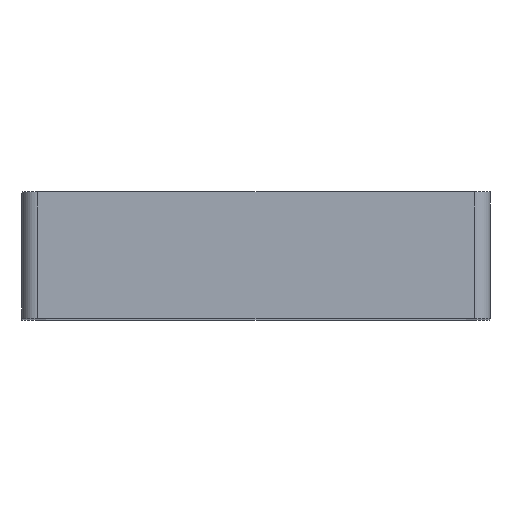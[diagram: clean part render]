
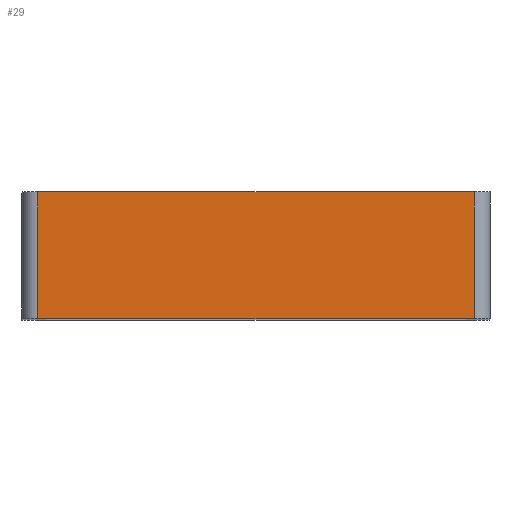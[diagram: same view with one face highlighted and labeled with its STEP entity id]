
A CAD part, top view. The second image highlights one B-rep face of the part: STEP entity #29.
In plain terms, the highlighted planar face has unit normal (0, 0, 1).
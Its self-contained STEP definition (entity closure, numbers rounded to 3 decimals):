
#6 = EDGE_CURVE ( 'NONE', #1780, #27, #1257, .T. ) ;
#27 = VERTEX_POINT ( 'NONE', #1413 ) ;
#29 = ADVANCED_FACE ( 'NONE', ( #666 ), #1266, .F. ) ;
#79 = LINE ( 'NONE', #697, #1901 ) ;
#95 = EDGE_CURVE ( 'NONE', #1780, #1948, #79, .T. ) ;
#123 = CARTESIAN_POINT ( 'NONE',  ( 27.5, 20., 67. ) ) ;
#167 = ORIENTED_EDGE ( 'NONE', *, *, #95, .T. ) ;
#169 = CARTESIAN_POINT ( 'NONE',  ( -27.5, 6., 67. ) ) ;
#308 = CARTESIAN_POINT ( 'NONE',  ( 27.5, 6., 67. ) ) ;
#336 = LINE ( 'NONE', #940, #396 ) ;
#396 = VECTOR ( 'NONE', #1548, 1000. ) ;
#507 = DIRECTION ( 'NONE',  ( 1., 0., 0. ) ) ;
#508 = ORIENTED_EDGE ( 'NONE', *, *, #1120, .F. ) ;
#516 = DIRECTION ( 'NONE',  ( 0., 0., -1. ) ) ;
#547 = VECTOR ( 'NONE', #736, 1000. ) ;
#574 = CARTESIAN_POINT ( 'NONE',  ( -27.5, 22., 67. ) ) ;
#666 = FACE_OUTER_BOUND ( 'NONE', #783, .T. ) ;
#697 = CARTESIAN_POINT ( 'NONE',  ( -27.5, 20., 67. ) ) ;
#736 = DIRECTION ( 'NONE',  ( 0., -1., 0. ) ) ;
#757 = VERTEX_POINT ( 'NONE', #308 ) ;
#783 = EDGE_LOOP ( 'NONE', ( #167, #839, #508, #1791 ) ) ;
#839 = ORIENTED_EDGE ( 'NONE', *, *, #1970, .F. ) ;
#940 = CARTESIAN_POINT ( 'NONE',  ( 0., 6., 67. ) ) ;
#1032 = AXIS2_PLACEMENT_3D ( 'NONE', #1879, #516, #1122 ) ;
#1120 = EDGE_CURVE ( 'NONE', #27, #757, #1487, .T. ) ;
#1122 = DIRECTION ( 'NONE',  ( -1., 0., 0. ) ) ;
#1257 = LINE ( 'NONE', #1872, #1635 ) ;
#1266 = PLANE ( 'NONE',  #1032 ) ;
#1297 = DIRECTION ( 'NONE',  ( 0., -1., 0. ) ) ;
#1413 = CARTESIAN_POINT ( 'NONE',  ( 27.5, 22., 67. ) ) ;
#1487 = LINE ( 'NONE', #123, #547 ) ;
#1548 = DIRECTION ( 'NONE',  ( -1., 0., 0. ) ) ;
#1635 = VECTOR ( 'NONE', #507, 1000. ) ;
#1780 = VERTEX_POINT ( 'NONE', #574 ) ;
#1791 = ORIENTED_EDGE ( 'NONE', *, *, #6, .F. ) ;
#1872 = CARTESIAN_POINT ( 'NONE',  ( -27.5, 22., 67. ) ) ;
#1879 = CARTESIAN_POINT ( 'NONE',  ( 0., 20., 67. ) ) ;
#1901 = VECTOR ( 'NONE', #1297, 1000. ) ;
#1948 = VERTEX_POINT ( 'NONE', #169 ) ;
#1970 = EDGE_CURVE ( 'NONE', #757, #1948, #336, .T. ) ;
